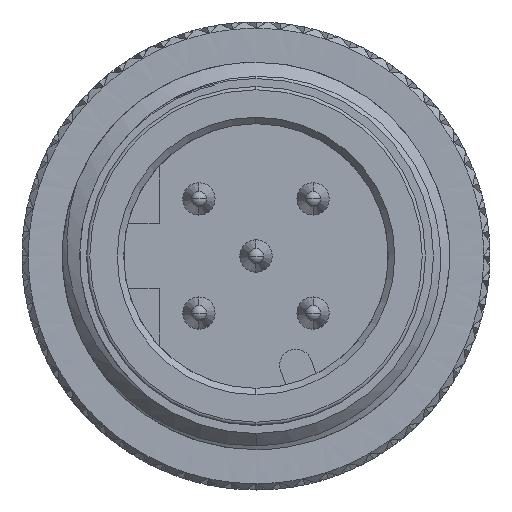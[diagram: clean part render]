
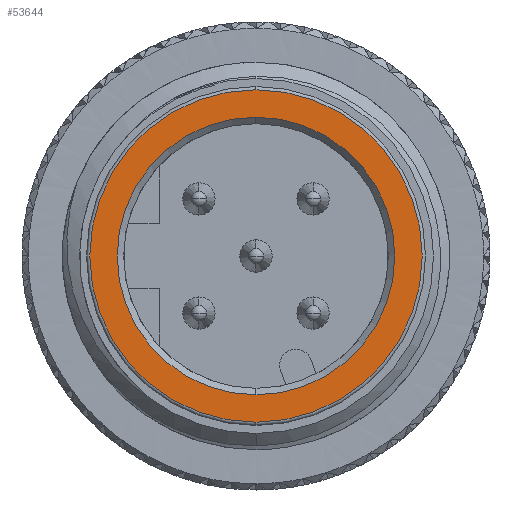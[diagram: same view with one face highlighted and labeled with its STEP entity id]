
A CAD part, left-side view. The second image highlights one B-rep face of the part: STEP entity #53644.
In plain terms, the highlighted planar face has unit normal (-1, 0, 0).
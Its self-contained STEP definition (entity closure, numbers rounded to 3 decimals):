
#5266 = AXIS2_PLACEMENT_3D ( 'NONE', #56138, #14289, #96386 ) ;
#6968 = AXIS2_PLACEMENT_3D ( 'NONE', #79211, #89388, #31968 ) ;
#7829 = PLANE ( 'NONE',  #11050 ) ;
#9687 = AXIS2_PLACEMENT_3D ( 'NONE', #69488, #13162, #96850 ) ;
#11050 = AXIS2_PLACEMENT_3D ( 'NONE', #17413, #41028, #73785 ) ;
#11190 = CARTESIAN_POINT ( 'NONE',  ( -9., 0., 4.3 ) ) ;
#13162 = DIRECTION ( 'NONE',  ( -1., 0., 0. ) ) ;
#14289 = DIRECTION ( 'NONE',  ( 1., 0., 0. ) ) ;
#17413 = CARTESIAN_POINT ( 'NONE',  ( -9., 4.1, 0. ) ) ;
#20082 = VERTEX_POINT ( 'NONE', #62436 ) ;
#22968 = ORIENTED_EDGE ( 'NONE', *, *, #91280, .T. ) ;
#31968 = DIRECTION ( 'NONE',  ( 0., 0., -1. ) ) ;
#33500 = FACE_BOUND ( 'NONE', #100603, .T. ) ;
#36471 = DIRECTION ( 'NONE',  ( 0., 0., -1. ) ) ;
#41028 = DIRECTION ( 'NONE',  ( 1., 0., 0. ) ) ;
#43364 = VERTEX_POINT ( 'NONE', #93369 ) ;
#45036 = CARTESIAN_POINT ( 'NONE',  ( -9., 0., 0. ) ) ;
#53644 = ADVANCED_FACE ( 'NONE', ( #33500, #105474 ), #7829, .F. ) ;
#55122 = EDGE_CURVE ( 'NONE', #20082, #58830, #78691, .T. ) ;
#55162 = EDGE_CURVE ( 'NONE', #58830, #20082, #64999, .T. ) ;
#56138 = CARTESIAN_POINT ( 'NONE',  ( -9., 0., 0. ) ) ;
#58830 = VERTEX_POINT ( 'NONE', #11190 ) ;
#59553 = ORIENTED_EDGE ( 'NONE', *, *, #55162, .T. ) ;
#62436 = CARTESIAN_POINT ( 'NONE',  ( -9., 0., -4.3 ) ) ;
#64999 = CIRCLE ( 'NONE', #6968, 4.3 ) ;
#67648 = ORIENTED_EDGE ( 'NONE', *, *, #96865, .T. ) ;
#69488 = CARTESIAN_POINT ( 'NONE',  ( -9., 0., 0. ) ) ;
#73785 = DIRECTION ( 'NONE',  ( 0., 0., -1. ) ) ;
#76436 = EDGE_LOOP ( 'NONE', ( #22968, #67648 ) ) ;
#77265 = DIRECTION ( 'NONE',  ( -1., 0., 0. ) ) ;
#78691 = CIRCLE ( 'NONE', #5266, 4.3 ) ;
#79211 = CARTESIAN_POINT ( 'NONE',  ( -9., 0., 0. ) ) ;
#89388 = DIRECTION ( 'NONE',  ( 1., 0., 0. ) ) ;
#91280 = EDGE_CURVE ( 'NONE', #99004, #43364, #102190, .T. ) ;
#92062 = CIRCLE ( 'NONE', #100657, 5.15 ) ;
#92571 = ORIENTED_EDGE ( 'NONE', *, *, #55122, .T. ) ;
#93369 = CARTESIAN_POINT ( 'NONE',  ( -9., 0., 5.15 ) ) ;
#96386 = DIRECTION ( 'NONE',  ( 0., 0., -1. ) ) ;
#96850 = DIRECTION ( 'NONE',  ( 0., 0., -1. ) ) ;
#96865 = EDGE_CURVE ( 'NONE', #43364, #99004, #92062, .T. ) ;
#98055 = CARTESIAN_POINT ( 'NONE',  ( -9., 0., -5.15 ) ) ;
#99004 = VERTEX_POINT ( 'NONE', #98055 ) ;
#100603 = EDGE_LOOP ( 'NONE', ( #59553, #92571 ) ) ;
#100657 = AXIS2_PLACEMENT_3D ( 'NONE', #45036, #77265, #36471 ) ;
#102190 = CIRCLE ( 'NONE', #9687, 5.15 ) ;
#105474 = FACE_OUTER_BOUND ( 'NONE', #76436, .T. ) ;
